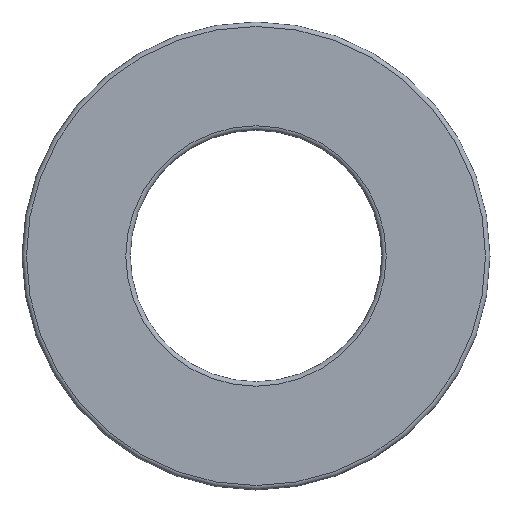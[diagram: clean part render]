
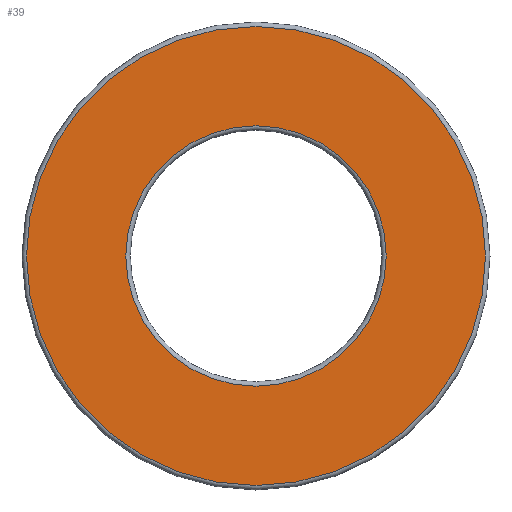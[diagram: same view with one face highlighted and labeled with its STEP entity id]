
A CAD part, left-side view. The second image highlights one B-rep face of the part: STEP entity #39.
In plain terms, the highlighted planar face has unit normal (-1, 0, 0).
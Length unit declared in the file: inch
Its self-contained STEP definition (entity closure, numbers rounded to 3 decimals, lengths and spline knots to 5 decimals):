
#3 = CARTESIAN_POINT ( 'NONE',  ( -0.3125, 0., 0. ) ) ;
#9 = DIRECTION ( 'NONE',  ( 0., 0., 1. ) ) ;
#39 = ADVANCED_FACE ( 'NONE', ( #351, #171 ), #885, .F. ) ;
#171 = FACE_OUTER_BOUND ( 'NONE', #1249, .T. ) ;
#309 = AXIS2_PLACEMENT_3D ( 'NONE', #3, #1348, #9 ) ;
#312 = EDGE_CURVE ( 'NONE', #638, #638, #1373, .T. ) ;
#313 = ORIENTED_EDGE ( 'NONE', *, *, #639, .F. ) ;
#351 = FACE_BOUND ( 'NONE', #543, .T. ) ;
#359 = DIRECTION ( 'NONE',  ( -1., 0., 0. ) ) ;
#404 = CARTESIAN_POINT ( 'NONE',  ( -0.3125, 0., 0.5825 ) ) ;
#474 = ORIENTED_EDGE ( 'NONE', *, *, #312, .T. ) ;
#543 = EDGE_LOOP ( 'NONE', ( #313 ) ) ;
#582 = DIRECTION ( 'NONE',  ( 0., 0., 1. ) ) ;
#638 = VERTEX_POINT ( 'NONE', #767 ) ;
#639 = EDGE_CURVE ( 'NONE', #1316, #1316, #1194, .T. ) ;
#767 = CARTESIAN_POINT ( 'NONE',  ( -0.3125, 0., 1.02688 ) ) ;
#885 = PLANE ( 'NONE',  #1153 ) ;
#898 = DIRECTION ( 'NONE',  ( 1., 0., 0. ) ) ;
#944 = CARTESIAN_POINT ( 'NONE',  ( -0.3125, 0., 0. ) ) ;
#1153 = AXIS2_PLACEMENT_3D ( 'NONE', #1239, #898, #1254 ) ;
#1168 = AXIS2_PLACEMENT_3D ( 'NONE', #944, #359, #582 ) ;
#1194 = CIRCLE ( 'NONE', #309, 0.5825 ) ;
#1239 = CARTESIAN_POINT ( 'NONE',  ( -0.3125, 0., 0. ) ) ;
#1249 = EDGE_LOOP ( 'NONE', ( #474 ) ) ;
#1254 = DIRECTION ( 'NONE',  ( 0., 0., -1. ) ) ;
#1316 = VERTEX_POINT ( 'NONE', #404 ) ;
#1348 = DIRECTION ( 'NONE',  ( -1., 0., 0. ) ) ;
#1373 = CIRCLE ( 'NONE', #1168, 1.02688 ) ;
